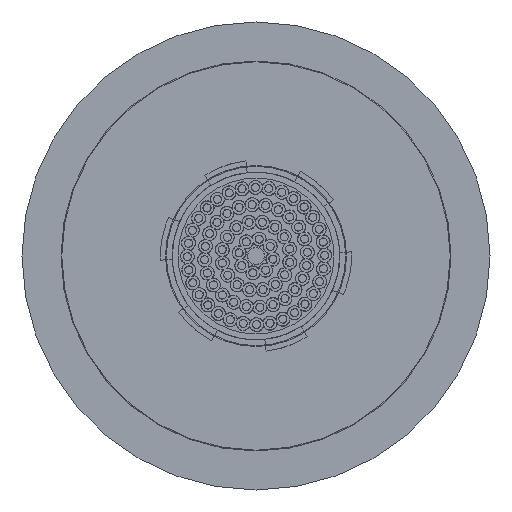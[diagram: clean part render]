
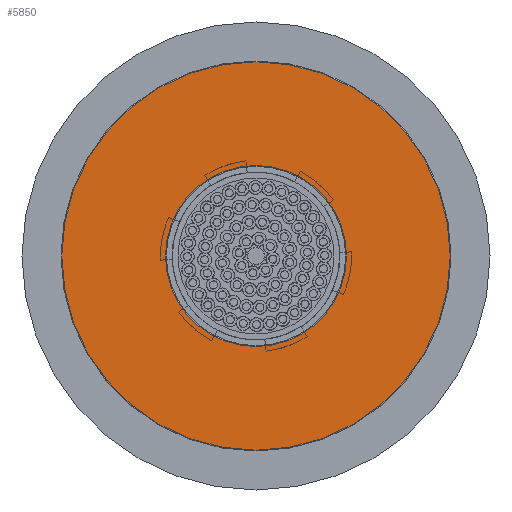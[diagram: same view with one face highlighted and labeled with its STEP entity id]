
A CAD part, front view. The second image highlights one B-rep face of the part: STEP entity #5850.
In plain terms, the highlighted planar face has unit normal (0, -1, 0).
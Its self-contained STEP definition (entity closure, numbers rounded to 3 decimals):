
#275 = DIRECTION ( 'NONE',  ( 0., -1., 0. ) ) ;
#579 = PLANE ( 'NONE',  #28954 ) ;
#665 = CIRCLE ( 'NONE', #18842, 11.6 ) ;
#1378 = DIRECTION ( 'NONE',  ( 0., -1., 0. ) ) ;
#2478 = ORIENTED_EDGE ( 'NONE', *, *, #4684, .T. ) ;
#2778 = AXIS2_PLACEMENT_3D ( 'NONE', #19428, #26335, #10590 ) ;
#4225 = ORIENTED_EDGE ( 'NONE', *, *, #16939, .T. ) ;
#4684 = EDGE_CURVE ( 'NONE', #11188, #18190, #15711, .T. ) ;
#4944 = CARTESIAN_POINT ( 'NONE',  ( 0., -288., 11.6 ) ) ;
#5206 = CIRCLE ( 'NONE', #20536, 24.9 ) ;
#5722 = CARTESIAN_POINT ( 'NONE',  ( 0., -288., -24.9 ) ) ;
#5850 = ADVANCED_FACE ( 'NONE', ( #23972, #14502 ), #579, .F. ) ;
#7325 = CARTESIAN_POINT ( 'NONE',  ( 0., -288., -11.6 ) ) ;
#8130 = CARTESIAN_POINT ( 'NONE',  ( 0., -288., 0. ) ) ;
#8510 = CARTESIAN_POINT ( 'NONE',  ( 0., -288., 24.9 ) ) ;
#10339 = CARTESIAN_POINT ( 'NONE',  ( 0., -288., 0. ) ) ;
#10590 = DIRECTION ( 'NONE',  ( 0., 0., 1. ) ) ;
#10773 = DIRECTION ( 'NONE',  ( 0., 1., 0. ) ) ;
#11188 = VERTEX_POINT ( 'NONE', #4944 ) ;
#12455 = EDGE_LOOP ( 'NONE', ( #2478, #20505 ) ) ;
#14308 = VERTEX_POINT ( 'NONE', #8510 ) ;
#14502 = FACE_OUTER_BOUND ( 'NONE', #20317, .T. ) ;
#15117 = DIRECTION ( 'NONE',  ( 0., 0., 1. ) ) ;
#15711 = CIRCLE ( 'NONE', #2778, 11.6 ) ;
#16005 = CARTESIAN_POINT ( 'NONE',  ( 0., -288., 0. ) ) ;
#16939 = EDGE_CURVE ( 'NONE', #14308, #20641, #25496, .T. ) ;
#17413 = DIRECTION ( 'NONE',  ( 0., 0., 1. ) ) ;
#18190 = VERTEX_POINT ( 'NONE', #7325 ) ;
#18291 = EDGE_CURVE ( 'NONE', #18190, #11188, #665, .T. ) ;
#18842 = AXIS2_PLACEMENT_3D ( 'NONE', #10339, #10773, #15117 ) ;
#19428 = CARTESIAN_POINT ( 'NONE',  ( 0., -288., 0. ) ) ;
#20317 = EDGE_LOOP ( 'NONE', ( #4225, #24851 ) ) ;
#20505 = ORIENTED_EDGE ( 'NONE', *, *, #18291, .T. ) ;
#20536 = AXIS2_PLACEMENT_3D ( 'NONE', #8130, #1378, #17413 ) ;
#20641 = VERTEX_POINT ( 'NONE', #5722 ) ;
#21102 = DIRECTION ( 'NONE',  ( 0., 0., 1. ) ) ;
#21261 = DIRECTION ( 'NONE',  ( 0., 0., 1. ) ) ;
#21711 = DIRECTION ( 'NONE',  ( 0., 1., 0. ) ) ;
#23564 = AXIS2_PLACEMENT_3D ( 'NONE', #16005, #275, #21102 ) ;
#23972 = FACE_BOUND ( 'NONE', #12455, .T. ) ;
#24851 = ORIENTED_EDGE ( 'NONE', *, *, #26686, .T. ) ;
#25496 = CIRCLE ( 'NONE', #23564, 24.9 ) ;
#26335 = DIRECTION ( 'NONE',  ( 0., 1., 0. ) ) ;
#26686 = EDGE_CURVE ( 'NONE', #20641, #14308, #5206, .T. ) ;
#28648 = CARTESIAN_POINT ( 'NONE',  ( 0., -288., -11.5 ) ) ;
#28954 = AXIS2_PLACEMENT_3D ( 'NONE', #28648, #21711, #21261 ) ;
